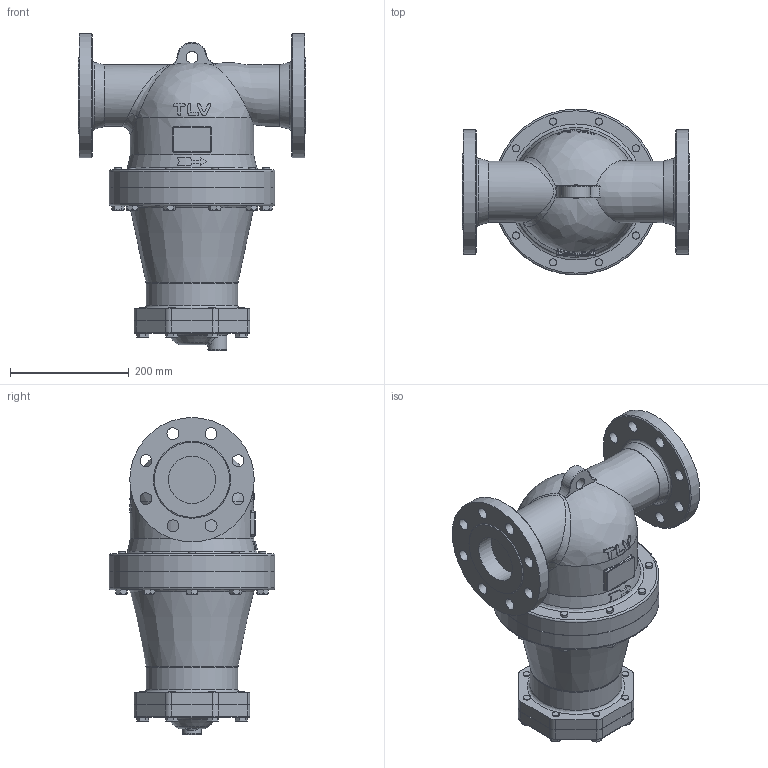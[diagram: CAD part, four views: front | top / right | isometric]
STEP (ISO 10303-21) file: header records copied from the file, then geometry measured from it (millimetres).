
FILE_DESCRIPTION((''),'2;1');
FILE_NAME('dc3s0-080-a0300-00.stp','2010-07-06T14:01:41',('nakaot'),(''),'Autodesk Inventor 2008','Autodesk Inventor 2008','');
FILE_SCHEMA(('AUTOMOTIVE_DESIGN { 1 0 10303 214 1 1 1 1 }'));
Length unit declared in the file: millimetre
Products named in the file (1): dc3s0-080-a0300-00
Bounding box: 384 x 280 x 535 mm (x, y, z)
Volume: 17264218.4 mm3; surface area: 745578.7 mm2
Topology: 1 solids, 1 shells, 573 faces, 1351 edges, 857 vertices
Faces by surface type: plane 248, cylinder 115, cone 115, bspline 73, torus 22
Full cylindrical faces by diameter (mm): 12 x36, 20 x9, 32 x1, 80 x1, 104 x1, 150 x1, 155 x1, 200 x1, 208 x1, 210 x1, 280 x2
Entity records: 21323 total; most frequent: CARTESIAN_POINT 9476, ORIENTED_EDGE 2418, DIRECTION 2298, EDGE_CURVE 1209, AXIS2_PLACEMENT_3D 955, EDGE_LOOP 823, VERTEX_POINT 818, FACE_OUTER_BOUND 573
